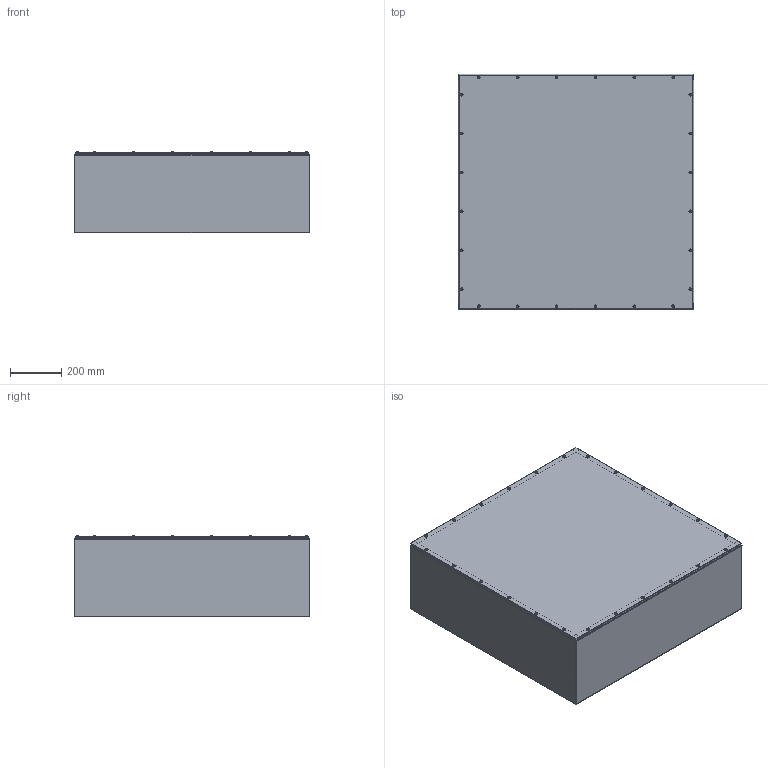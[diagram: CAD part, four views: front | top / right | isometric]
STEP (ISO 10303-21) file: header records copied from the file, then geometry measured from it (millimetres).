
FILE_DESCRIPTION(/* description */ ('36 X 36 LID'),/* implementation_level */ '2;1');
FILE_NAME(/* name */ 'WA363612GSC.stp',/* time_stamp */ '2014-05-21T12:08:33+06:00',/* author */ ('ps'),/* organization */ (''),/* preprocessor_version */ 'ST-DEVELOPER v15.2',/* originating_system */ 'Autodesk Inventor 2014',/* authorisation */ '');
FILE_SCHEMA (('AUTOMOTIVE_DESIGN { 1 0 10303 214 3 1 1 }'));
Length unit declared in the file: inch
Products named in the file (10): WA3636GSCLP; 36; WA363612GSCBKP; WA363612GSCBTM; WA363612GSCTEW; 34984; 39077; 37210; 39035; WA363612GSC
Bounding box: 920.74 x 920.75 x 319.22 mm (x, y, z)
Volume: 7264265.2 mm3; surface area: 5971546.9 mm2
Topology: 104 solids, 104 shells, 2016 faces, 4984 edges, 3224 vertices
Faces by surface type: plane 1140, cylinder 372, cone 312, torus 144, sphere 48
Full cylindrical faces by diameter (mm): 3.962 x24, 4.255 x24, 4.775 x24, 4.978 x24, 6.299 x24, 6.528 x24, 7.061 x24, 7.137 x24, 10.312 x24, 11.112 x24, 11.506 x24
Entity records: 7153 total; most frequent: CARTESIAN_POINT 1268, DIRECTION 1236, ORIENTED_EDGE 884, AXIS2_PLACEMENT_3D 504, EDGE_CURVE 442, EDGE_LOOP 368, VERTEX_POINT 320, LINE 228
